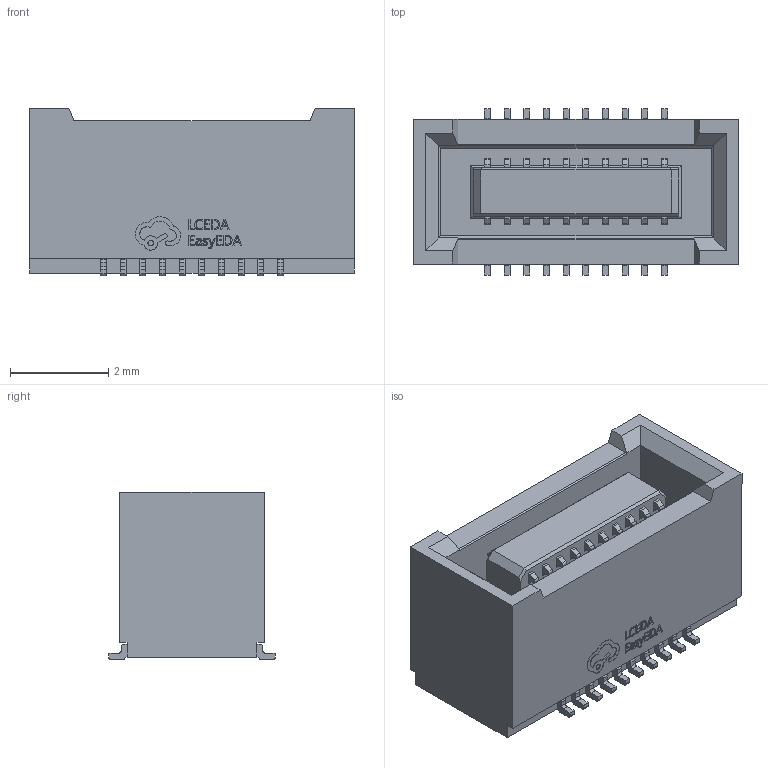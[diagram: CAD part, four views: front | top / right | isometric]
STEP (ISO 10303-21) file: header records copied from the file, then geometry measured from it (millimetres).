
FILE_DESCRIPTION (( 'STEP AP214' ), '1' );
FILE_NAME ('CONN-SMD_DF40HC-3.5-20DS-0.4V-51.STEP', '2023-01-14T08:46:11', ( '' ), ( '' ), 'SwSTEP 2.0', 'SolidWorks 2020', '' );
FILE_SCHEMA (( 'AUTOMOTIVE_DESIGN' ));
Length unit declared in the file: millimetre
Products named in the file (1): CONN-SMD_DF40HC-3.5-20DS-0.4V-51
Bounding box: 6.6 x 3.38 x 3.4 mm (x, y, z)
Volume: 52.7 mm3; surface area: 136.9 mm2
Topology: 1 solids, 1 shells, 699 faces, 1887 edges, 1250 vertices
Faces by surface type: plane 461, cylinder 140, bspline 98
Entity records: 30044 total; most frequent: CARTESIAN_POINT 5143, ORIENTED_EDGE 3774, DIRECTION 3171, EDGE_CURVE 1887, VECTOR 1407, LINE 1407, VERTEX_POINT 1250, AXIS2_PLACEMENT_3D 882
